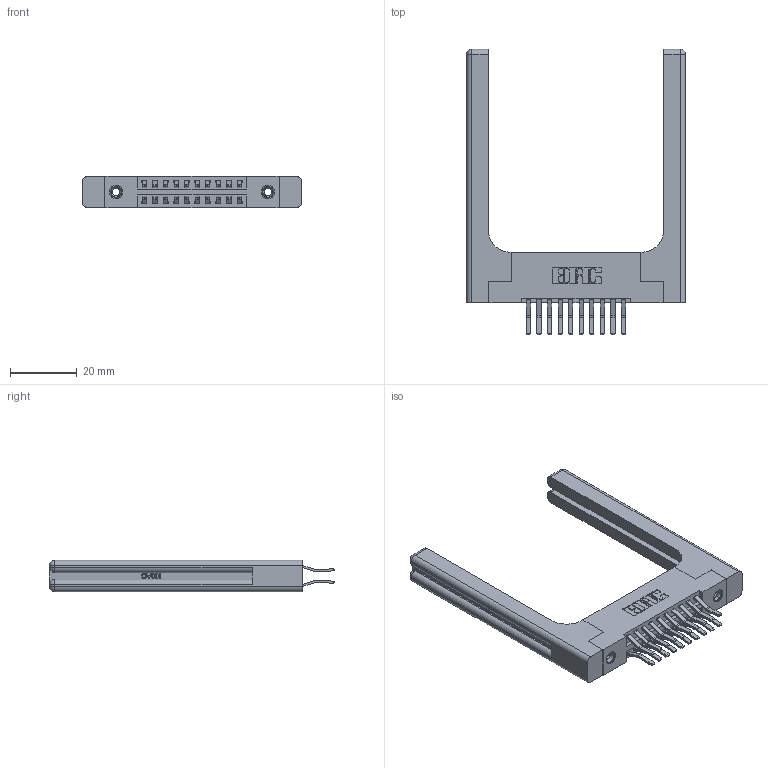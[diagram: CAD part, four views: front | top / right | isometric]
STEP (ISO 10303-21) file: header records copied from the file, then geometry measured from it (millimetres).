
FILE_DESCRIPTION (( 'STEP AP203' ), '1' );
FILE_NAME ('346-020-560-258.STEP', '2022-05-18T20:18:28', ( '' ), ( '' ), 'SwSTEP 2.0', 'SolidWorks 2020', '' );
FILE_SCHEMA (( 'CONFIG_CONTROL_DESIGN' ));
Length unit declared in the file: inch
Products named in the file (5): 346-220-058_345-220-058; 346 Part_Flush Mounting Lugs - 0.156 Dia-TH; 345-292-001_560 Tail; 346-020-560-258; 345-250-001_345-250-001-102
Assembly tree (25 placements, depth 2):
  346-020-560-258
    346 Part_Flush Mounting Lugs - 0.156 Dia-TH
    345-292-001_560 Tail  x20
    345-250-001_345-250-001-102  x2
    346-220-058_345-220-058  x2
Bounding box: 65.81 x 85.74 x 9.4 mm (x, y, z)
Volume: 13776.1 mm3; surface area: 13489 mm2
Topology: 25 solids, 25 shells, 1472 faces, 4251 edges, 2786 vertices
Faces by surface type: plane 938, cylinder 474, bspline 36, cone 12, sphere 8, torus 4
Entity records: 16520 total; most frequent: CARTESIAN_POINT 3779, ORIENTED_EDGE 2508, DIRECTION 2318, EDGE_CURVE 1254, VECTOR 986, LINE 986, VERTEX_POINT 826, AXIS2_PLACEMENT_3D 666
